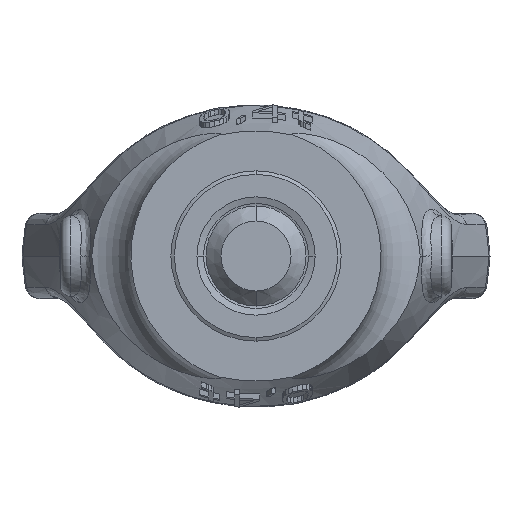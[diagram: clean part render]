
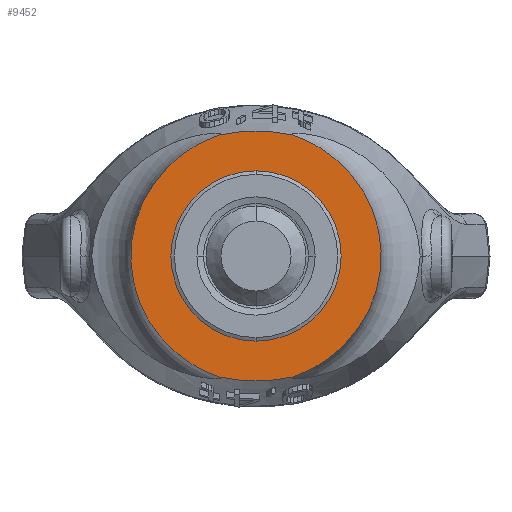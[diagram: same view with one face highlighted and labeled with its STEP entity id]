
A CAD part, front view. The second image highlights one B-rep face of the part: STEP entity #9452.
In plain terms, the highlighted planar face has unit normal (0, -1, 0).
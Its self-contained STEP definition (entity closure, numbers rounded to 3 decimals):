
#1769=CARTESIAN_POINT('',(3.597,0.,-12.102));
#1770=CARTESIAN_POINT('',(4.351,0.,-11.856));
#1771=CARTESIAN_POINT('',(5.783,0.,-11.24));
#1772=CARTESIAN_POINT('',(7.738,0.,-9.952));
#1773=CARTESIAN_POINT('',(9.412,0.,-8.352));
#1774=CARTESIAN_POINT('',(10.766,0.,-6.495));
#1775=CARTESIAN_POINT('',(11.758,0.,-4.441));
#1776=CARTESIAN_POINT('',(12.364,0.,-2.254));
#1777=CARTESIAN_POINT('',(12.568,0.,0.));
#1778=CARTESIAN_POINT('',(12.364,0.,2.254));
#1779=CARTESIAN_POINT('',(11.758,0.,4.441));
#1780=CARTESIAN_POINT('',(10.766,0.,6.495));
#1781=CARTESIAN_POINT('',(9.412,0.,8.352));
#1782=CARTESIAN_POINT('',(7.738,0.,9.952));
#1783=CARTESIAN_POINT('',(5.783,0.,11.24));
#1784=CARTESIAN_POINT('',(4.351,0.,11.856));
#1785=CARTESIAN_POINT('',(3.597,0.,12.102));
#1787=CARTESIAN_POINT('',(3.597,0.,-12.102));
#1788=CARTESIAN_POINT('',(3.335,0.,-12.161));
#1789=CARTESIAN_POINT('',(2.153,0.,-12.396));
#1790=CARTESIAN_POINT('',(0.,0.,-12.581));
#1791=CARTESIAN_POINT('',(-2.153,0.,-12.396));
#1792=CARTESIAN_POINT('',(-3.335,0.,-12.161));
#1793=CARTESIAN_POINT('',(-3.597,0.,-12.102));
#1795=CARTESIAN_POINT('',(3.597,0.,12.102));
#1796=CARTESIAN_POINT('',(3.335,0.,12.161));
#1797=CARTESIAN_POINT('',(2.153,0.,12.396));
#1798=CARTESIAN_POINT('',(0.,0.,12.581));
#1799=CARTESIAN_POINT('',(-2.153,0.,12.396));
#1800=CARTESIAN_POINT('',(-3.335,0.,12.161));
#1801=CARTESIAN_POINT('',(-3.597,0.,12.102));
#1803=CARTESIAN_POINT('',(0.,0.,0.));
#1804=DIRECTION('',(0.,-1.,0.));
#1805=DIRECTION('',(1.,0.,0.));
#1806=AXIS2_PLACEMENT_3D('',#1803,#1804,#1805);
#1808=CARTESIAN_POINT('',(0.,0.,0.));
#1809=DIRECTION('',(0.,-1.,0.));
#1810=DIRECTION('',(-1.,0.,0.));
#1811=AXIS2_PLACEMENT_3D('',#1808,#1809,#1810);
#1813=CARTESIAN_POINT('',(-3.597,0.,12.102));
#1814=CARTESIAN_POINT('',(-4.351,0.,11.856));
#1815=CARTESIAN_POINT('',(-5.783,0.,11.24));
#1816=CARTESIAN_POINT('',(-7.738,0.,9.952));
#1817=CARTESIAN_POINT('',(-9.412,0.,8.352));
#1818=CARTESIAN_POINT('',(-10.766,0.,6.495));
#1819=CARTESIAN_POINT('',(-11.758,0.,4.441));
#1820=CARTESIAN_POINT('',(-12.364,0.,2.254));
#1821=CARTESIAN_POINT('',(-12.568,0.,0.));
#1822=CARTESIAN_POINT('',(-12.364,0.,-2.254));
#1823=CARTESIAN_POINT('',(-11.758,0.,-4.441));
#1824=CARTESIAN_POINT('',(-10.766,0.,-6.495));
#1825=CARTESIAN_POINT('',(-9.412,0.,-8.352));
#1826=CARTESIAN_POINT('',(-7.738,0.,-9.952));
#1827=CARTESIAN_POINT('',(-5.783,0.,-11.24));
#1828=CARTESIAN_POINT('',(-4.351,0.,-11.856));
#1829=CARTESIAN_POINT('',(-3.597,0.,-12.102));
#6606=CARTESIAN_POINT('',(8.5,0.,0.));
#6607=CARTESIAN_POINT('',(-8.5,0.,0.));
#6608=VERTEX_POINT('',#6606);
#6609=VERTEX_POINT('',#6607);
#7213=VERTEX_POINT('',#1795);
#7214=VERTEX_POINT('',#1801);
#7215=VERTEX_POINT('',#1787);
#7216=VERTEX_POINT('',#1793);
#9434=CARTESIAN_POINT('',(-14.387,0.,0.));
#9435=DIRECTION('',(0.,-1.,0.));
#9436=DIRECTION('',(1.,0.,0.));
#9437=AXIS2_PLACEMENT_3D('',#9434,#9435,#9436);
#9438=PLANE('',#9437);
#9439=ORIENTED_EDGE('',*,*,#9427,.F.);
#9440=ORIENTED_EDGE('',*,*,#7952,.T.);
#9442=ORIENTED_EDGE('',*,*,#9441,.F.);
#9443=ORIENTED_EDGE('',*,*,#8384,.F.);
#9444=EDGE_LOOP('',(#9439,#9440,#9442,#9443));
#9445=FACE_OUTER_BOUND('',#9444,.F.);
#9447=ORIENTED_EDGE('',*,*,#9446,.T.);
#9449=ORIENTED_EDGE('',*,*,#9448,.T.);
#9450=EDGE_LOOP('',(#9447,#9449));
#9451=FACE_BOUND('',#9450,.F.);
#9452=ADVANCED_FACE('',(#9445,#9451),#9438,.T.);
#1786=B_SPLINE_CURVE_WITH_KNOTS('',3,(#1769,#1770,#1771,#1772,#1773,#1774,#1775,
#1776,#1777,#1778,#1779,#1780,#1781,#1782,#1783,#1784,#1785),.UNSPECIFIED.,.F.,
.F.,(4,1,1,1,1,1,1,1,1,1,1,1,1,1,4),(0.,0.071,0.143,
0.214,0.286,0.357,0.429,0.5,
0.571,0.643,0.714,0.786,
0.857,0.929,1.),.UNSPECIFIED.);
#1794=B_SPLINE_CURVE_WITH_KNOTS('',3,(#1787,#1788,#1789,#1790,#1791,#1792,
#1793),.UNSPECIFIED.,.F.,.F.,(4,1,1,1,4),(0.,0.112,0.5,
0.888,1.),.UNSPECIFIED.);
#1802=B_SPLINE_CURVE_WITH_KNOTS('',3,(#1795,#1796,#1797,#1798,#1799,#1800,
#1801),.UNSPECIFIED.,.F.,.F.,(4,1,1,1,4),(0.,0.112,0.5,
0.888,1.),.UNSPECIFIED.);
#1807=CIRCLE('',#1806,8.5);
#1812=CIRCLE('',#1811,8.5);
#1830=B_SPLINE_CURVE_WITH_KNOTS('',3,(#1813,#1814,#1815,#1816,#1817,#1818,#1819,
#1820,#1821,#1822,#1823,#1824,#1825,#1826,#1827,#1828,#1829),.UNSPECIFIED.,.F.,
.F.,(4,1,1,1,1,1,1,1,1,1,1,1,1,1,4),(0.,0.071,0.143,
0.214,0.286,0.357,0.429,0.5,
0.571,0.643,0.714,0.786,
0.857,0.929,1.),.UNSPECIFIED.);
#7952=EDGE_CURVE('',#7215,#7216,#1794,.T.);
#8384=EDGE_CURVE('',#7213,#7214,#1802,.T.);
#9427=EDGE_CURVE('',#7215,#7213,#1786,.T.);
#9441=EDGE_CURVE('',#7214,#7216,#1830,.T.);
#9446=EDGE_CURVE('',#6608,#6609,#1807,.T.);
#9448=EDGE_CURVE('',#6609,#6608,#1812,.T.);
